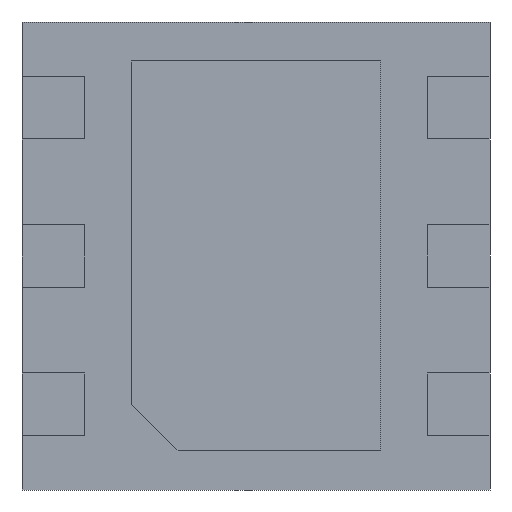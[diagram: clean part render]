
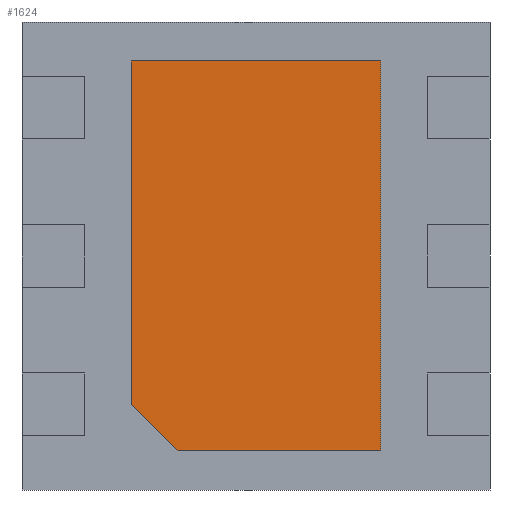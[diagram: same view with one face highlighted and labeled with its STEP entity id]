
A CAD part, front view. The second image highlights one B-rep face of the part: STEP entity #1624.
In plain terms, the highlighted planar face has unit normal (0, -1, 0).
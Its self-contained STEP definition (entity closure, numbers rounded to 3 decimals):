
#14 = EDGE_CURVE ( 'NONE', #2323, #365, #968, .T. ) ;
#21 = VERTEX_POINT ( 'NONE', #1140 ) ;
#89 = LINE ( 'NONE', #1426, #1750 ) ;
#134 = EDGE_CURVE ( 'NONE', #1749, #2323, #952, .T. ) ;
#284 = CARTESIAN_POINT ( 'NONE',  ( -0.8, 0., -1.25 ) ) ;
#365 = VERTEX_POINT ( 'NONE', #1063 ) ;
#377 = ORIENTED_EDGE ( 'NONE', *, *, #134, .T. ) ;
#436 = PLANE ( 'NONE',  #461 ) ;
#461 = AXIS2_PLACEMENT_3D ( 'NONE', #1212, #685, #1101 ) ;
#685 = DIRECTION ( 'NONE',  ( 0., 1., 0. ) ) ;
#725 = EDGE_CURVE ( 'NONE', #21, #1749, #1482, .T. ) ;
#735 = ORIENTED_EDGE ( 'NONE', *, *, #1615, .T. ) ;
#783 = VERTEX_POINT ( 'NONE', #2313 ) ;
#923 = VECTOR ( 'NONE', #1095, 1000. ) ;
#952 = LINE ( 'NONE', #2525, #923 ) ;
#968 = LINE ( 'NONE', #1889, #1758 ) ;
#985 = VECTOR ( 'NONE', #2157, 1000. ) ;
#1042 = LINE ( 'NONE', #284, #985 ) ;
#1053 = CARTESIAN_POINT ( 'NONE',  ( -0.8, 0., -1.25 ) ) ;
#1063 = CARTESIAN_POINT ( 'NONE',  ( -0.8, 0., 1.25 ) ) ;
#1095 = DIRECTION ( 'NONE',  ( 0., 0., 1. ) ) ;
#1101 = DIRECTION ( 'NONE',  ( 1., 0., 0. ) ) ;
#1140 = CARTESIAN_POINT ( 'NONE',  ( -0.5, 0., -1.25 ) ) ;
#1198 = EDGE_CURVE ( 'NONE', #783, #21, #89, .T. ) ;
#1212 = CARTESIAN_POINT ( 'NONE',  ( 0., 0., 0. ) ) ;
#1422 = EDGE_LOOP ( 'NONE', ( #2290, #735, #2338, #2395, #377 ) ) ;
#1426 = CARTESIAN_POINT ( 'NONE',  ( -0.875, 0., -0.875 ) ) ;
#1482 = LINE ( 'NONE', #1053, #2526 ) ;
#1483 = DIRECTION ( 'NONE',  ( -1., 0., 0. ) ) ;
#1615 = EDGE_CURVE ( 'NONE', #365, #783, #1042, .T. ) ;
#1620 = CARTESIAN_POINT ( 'NONE',  ( 0.8, 0., 1.25 ) ) ;
#1624 = ADVANCED_FACE ( 'NONE', ( #1842 ), #436, .F. ) ;
#1749 = VERTEX_POINT ( 'NONE', #1924 ) ;
#1750 = VECTOR ( 'NONE', #2405, 1000. ) ;
#1758 = VECTOR ( 'NONE', #1483, 1000. ) ;
#1842 = FACE_OUTER_BOUND ( 'NONE', #1422, .T. ) ;
#1889 = CARTESIAN_POINT ( 'NONE',  ( -0.8, 0., 1.25 ) ) ;
#1924 = CARTESIAN_POINT ( 'NONE',  ( 0.8, 0., -1.25 ) ) ;
#2151 = DIRECTION ( 'NONE',  ( 1., 0., 0. ) ) ;
#2157 = DIRECTION ( 'NONE',  ( 0., 0., -1. ) ) ;
#2290 = ORIENTED_EDGE ( 'NONE', *, *, #14, .T. ) ;
#2313 = CARTESIAN_POINT ( 'NONE',  ( -0.8, 0., -0.95 ) ) ;
#2323 = VERTEX_POINT ( 'NONE', #1620 ) ;
#2338 = ORIENTED_EDGE ( 'NONE', *, *, #1198, .T. ) ;
#2395 = ORIENTED_EDGE ( 'NONE', *, *, #725, .T. ) ;
#2405 = DIRECTION ( 'NONE',  ( 0.707, 0., -0.707 ) ) ;
#2525 = CARTESIAN_POINT ( 'NONE',  ( 0.8, 0., -1.25 ) ) ;
#2526 = VECTOR ( 'NONE', #2151, 1000. ) ;
